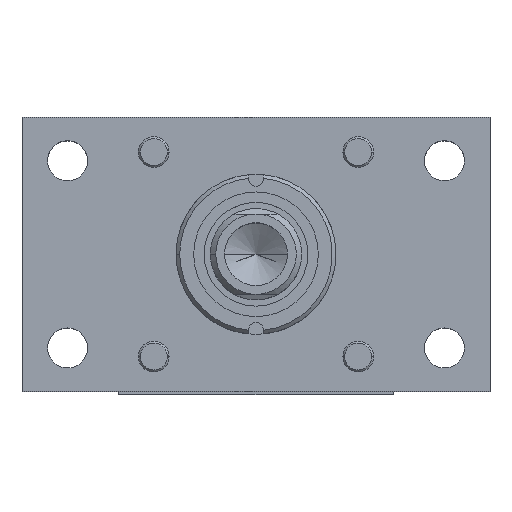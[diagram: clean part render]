
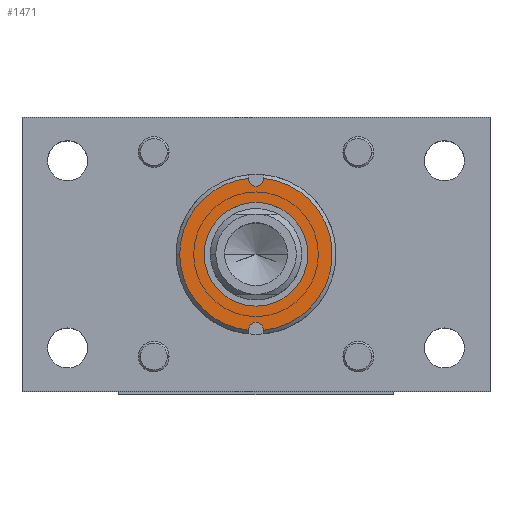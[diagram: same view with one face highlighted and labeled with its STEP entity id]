
A CAD part, top view. The second image highlights one B-rep face of the part: STEP entity #1471.
In plain terms, the highlighted planar face has unit normal (0, 0, 1).
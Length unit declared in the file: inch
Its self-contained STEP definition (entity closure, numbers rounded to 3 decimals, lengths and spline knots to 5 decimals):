
#8 = CARTESIAN_POINT ( 'NONE',  ( 19.41758, 30.63592, -2.69734 ) ) ;
#229 = PLANE ( 'NONE',  #2977 ) ;
#459 = CARTESIAN_POINT ( 'NONE',  ( 19.33958, 31.45966, -2.69734 ) ) ;
#666 = CARTESIAN_POINT ( 'NONE',  ( 19.33958, 31.20342, -2.69734 ) ) ;
#741 = ORIENTED_EDGE ( 'NONE', *, *, #2937, .T. ) ;
#806 = CARTESIAN_POINT ( 'NONE',  ( 19.41758, 30.63592, -2.69734 ) ) ;
#899 = DIRECTION ( 'NONE',  ( 0., 1., 0. ) ) ;
#958 = LINE ( 'NONE', #5198, #5578 ) ;
#986 = AXIS2_PLACEMENT_3D ( 'NONE', #3128, #7362, #4080 ) ;
#1083 = EDGE_CURVE ( 'NONE', #6729, #5122, #958, .T. ) ;
#1208 = DIRECTION ( 'NONE',  ( 0., 0., -1. ) ) ;
#1332 = CIRCLE ( 'NONE', #5375, 0.5675 ) ;
#1352 = ORIENTED_EDGE ( 'NONE', *, *, #4215, .T. ) ;
#1471 = ADVANCED_FACE ( 'NONE', ( #2902, #3872 ), #229, .F. ) ;
#1535 = ORIENTED_EDGE ( 'NONE', *, *, #4064, .F. ) ;
#1702 = ORIENTED_EDGE ( 'NONE', *, *, #1083, .F. ) ;
#1717 = ORIENTED_EDGE ( 'NONE', *, *, #5636, .T. ) ;
#1775 = DIRECTION ( 'NONE',  ( 1., 0., 0. ) ) ;
#1837 = AXIS2_PLACEMENT_3D ( 'NONE', #2532, #2269, #4195 ) ;
#1877 = CIRCLE ( 'NONE', #986, 0.078 ) ;
#1893 = AXIS2_PLACEMENT_3D ( 'NONE', #8, #3134, #4553 ) ;
#1910 = DIRECTION ( 'NONE',  ( 0., 1., 0. ) ) ;
#1933 = VECTOR ( 'NONE', #4913, 39.37008 ) ;
#2131 = DIRECTION ( 'NONE',  ( 0., 0., 1. ) ) ;
#2147 = CARTESIAN_POINT ( 'NONE',  ( 19.49558, 31.46727, -2.69734 ) ) ;
#2247 = DIRECTION ( 'NONE',  ( 0., 0., -1. ) ) ;
#2269 = DIRECTION ( 'NONE',  ( 0., 0., 1. ) ) ;
#2347 = CIRCLE ( 'NONE', #1893, 0.835 ) ;
#2487 = VERTEX_POINT ( 'NONE', #6991 ) ;
#2532 = CARTESIAN_POINT ( 'NONE',  ( 19.41758, 30.63592, -2.69734 ) ) ;
#2549 = VERTEX_POINT ( 'NONE', #2147 ) ;
#2627 = CARTESIAN_POINT ( 'NONE',  ( 19.49558, 29.80457, -2.69734 ) ) ;
#2659 = ORIENTED_EDGE ( 'NONE', *, *, #6898, .T. ) ;
#2735 = CARTESIAN_POINT ( 'NONE',  ( 19.49558, 31.20342, -2.69734 ) ) ;
#2828 = EDGE_CURVE ( 'NONE', #3255, #5850, #2950, .T. ) ;
#2868 = VERTEX_POINT ( 'NONE', #3499 ) ;
#2902 = FACE_BOUND ( 'NONE', #6013, .T. ) ;
#2905 = EDGE_CURVE ( 'NONE', #4375, #2487, #7445, .T. ) ;
#2937 = EDGE_CURVE ( 'NONE', #3509, #4375, #7143, .T. ) ;
#2950 = CIRCLE ( 'NONE', #1837, 0.5675 ) ;
#2959 = DIRECTION ( 'NONE',  ( 0., 0., 1. ) ) ;
#2962 = EDGE_CURVE ( 'NONE', #5850, #3255, #1332, .T. ) ;
#2977 = AXIS2_PLACEMENT_3D ( 'NONE', #4475, #1208, #5464 ) ;
#3058 = CIRCLE ( 'NONE', #4103, 0.078 ) ;
#3077 = ORIENTED_EDGE ( 'NONE', *, *, #2828, .F. ) ;
#3128 = CARTESIAN_POINT ( 'NONE',  ( 19.41758, 29.81218, -2.69734 ) ) ;
#3134 = DIRECTION ( 'NONE',  ( 0., 0., 1. ) ) ;
#3165 = EDGE_CURVE ( 'NONE', #2549, #2868, #5997, .T. ) ;
#3193 = CIRCLE ( 'NONE', #5732, 0.835 ) ;
#3255 = VERTEX_POINT ( 'NONE', #4304 ) ;
#3499 = CARTESIAN_POINT ( 'NONE',  ( 19.49558, 31.45966, -2.69734 ) ) ;
#3509 = VERTEX_POINT ( 'NONE', #5786 ) ;
#3533 = ORIENTED_EDGE ( 'NONE', *, *, #2905, .T. ) ;
#3544 = ORIENTED_EDGE ( 'NONE', *, *, #6693, .T. ) ;
#3872 = FACE_OUTER_BOUND ( 'NONE', #5127, .T. ) ;
#3924 = LINE ( 'NONE', #666, #1933 ) ;
#4064 = EDGE_CURVE ( 'NONE', #4192, #6910, #3924, .T. ) ;
#4080 = DIRECTION ( 'NONE',  ( -1., 0., 0. ) ) ;
#4103 = AXIS2_PLACEMENT_3D ( 'NONE', #5520, #2247, #6462 ) ;
#4159 = CARTESIAN_POINT ( 'NONE',  ( 19.33958, 31.20342, -2.69734 ) ) ;
#4192 = VERTEX_POINT ( 'NONE', #7216 ) ;
#4195 = DIRECTION ( 'NONE',  ( 1., 0., 0. ) ) ;
#4215 = EDGE_CURVE ( 'NONE', #2868, #6910, #3058, .T. ) ;
#4234 = CARTESIAN_POINT ( 'NONE',  ( 19.33958, 29.80457, -2.69734 ) ) ;
#4278 = CARTESIAN_POINT ( 'NONE',  ( 19.49558, 29.81218, -2.69734 ) ) ;
#4304 = CARTESIAN_POINT ( 'NONE',  ( 19.98508, 30.63592, -2.69734 ) ) ;
#4375 = VERTEX_POINT ( 'NONE', #4234 ) ;
#4440 = ORIENTED_EDGE ( 'NONE', *, *, #3165, .T. ) ;
#4475 = CARTESIAN_POINT ( 'NONE',  ( 19.41758, 31.20342, -2.69734 ) ) ;
#4496 = CARTESIAN_POINT ( 'NONE',  ( 18.85008, 30.63592, -2.69734 ) ) ;
#4553 = DIRECTION ( 'NONE',  ( 1., 0., 0. ) ) ;
#4764 = AXIS2_PLACEMENT_3D ( 'NONE', #6218, #2959, #7198 ) ;
#4913 = DIRECTION ( 'NONE',  ( 0., -1., 0. ) ) ;
#4989 = VECTOR ( 'NONE', #899, 39.37008 ) ;
#5054 = DIRECTION ( 'NONE',  ( 0., 0., 1. ) ) ;
#5122 = VERTEX_POINT ( 'NONE', #4278 ) ;
#5127 = EDGE_LOOP ( 'NONE', ( #1702, #3544, #4440, #1352, #1535, #1717, #741, #3533, #2659 ) ) ;
#5198 = CARTESIAN_POINT ( 'NONE',  ( 19.49558, 31.20342, -2.69734 ) ) ;
#5375 = AXIS2_PLACEMENT_3D ( 'NONE', #5393, #2131, #6347 ) ;
#5393 = CARTESIAN_POINT ( 'NONE',  ( 19.41758, 30.63592, -2.69734 ) ) ;
#5464 = DIRECTION ( 'NONE',  ( -1., 0., 0. ) ) ;
#5520 = CARTESIAN_POINT ( 'NONE',  ( 19.41758, 31.45966, -2.69734 ) ) ;
#5578 = VECTOR ( 'NONE', #1910, 39.37008 ) ;
#5636 = EDGE_CURVE ( 'NONE', #4192, #3509, #2347, .T. ) ;
#5732 = AXIS2_PLACEMENT_3D ( 'NONE', #806, #5054, #1775 ) ;
#5786 = CARTESIAN_POINT ( 'NONE',  ( 18.58258, 30.63592, -2.69734 ) ) ;
#5850 = VERTEX_POINT ( 'NONE', #4496 ) ;
#5997 = LINE ( 'NONE', #2735, #6280 ) ;
#6013 = EDGE_LOOP ( 'NONE', ( #3077, #6905 ) ) ;
#6218 = CARTESIAN_POINT ( 'NONE',  ( 19.41758, 30.63592, -2.69734 ) ) ;
#6280 = VECTOR ( 'NONE', #6957, 39.37008 ) ;
#6347 = DIRECTION ( 'NONE',  ( 1., 0., 0. ) ) ;
#6462 = DIRECTION ( 'NONE',  ( -1., 0., 0. ) ) ;
#6693 = EDGE_CURVE ( 'NONE', #6729, #2549, #3193, .T. ) ;
#6729 = VERTEX_POINT ( 'NONE', #2627 ) ;
#6898 = EDGE_CURVE ( 'NONE', #2487, #5122, #1877, .T. ) ;
#6905 = ORIENTED_EDGE ( 'NONE', *, *, #2962, .F. ) ;
#6910 = VERTEX_POINT ( 'NONE', #459 ) ;
#6957 = DIRECTION ( 'NONE',  ( 0., -1., 0. ) ) ;
#6991 = CARTESIAN_POINT ( 'NONE',  ( 19.33958, 29.81218, -2.69734 ) ) ;
#7143 = CIRCLE ( 'NONE', #4764, 0.835 ) ;
#7198 = DIRECTION ( 'NONE',  ( 1., 0., 0. ) ) ;
#7216 = CARTESIAN_POINT ( 'NONE',  ( 19.33958, 31.46727, -2.69734 ) ) ;
#7362 = DIRECTION ( 'NONE',  ( 0., 0., -1. ) ) ;
#7445 = LINE ( 'NONE', #4159, #4989 ) ;
